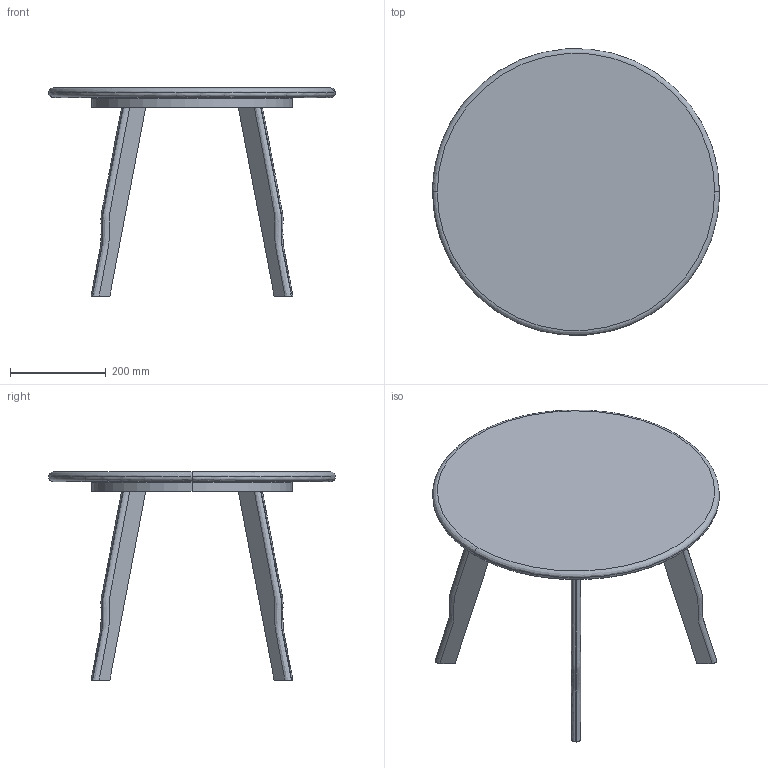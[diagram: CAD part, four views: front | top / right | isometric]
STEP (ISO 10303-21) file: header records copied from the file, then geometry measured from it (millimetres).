
FILE_DESCRIPTION(/* description */ (''),/* implementation_level */ '2;1');
FILE_NAME(/* name */ '9000 tav. grande',/* time_stamp */ '2014-02-10T16:16:08+01:00',/* author */ (''),/* organization */ (''),/* preprocessor_version */ 'ST-DEVELOPER v10',/* originating_system */ '',/* authorisation */ '');
FILE_SCHEMA (('CONFIG_CONTROL_DESIGN'));
Length unit declared in the file: millimetre
Products named in the file (1): 1
Bounding box: 600 x 598.36 x 435 mm (x, y, z)
Volume: 9772935.8 mm3; surface area: 1111318.2 mm2
Topology: 6 solids, 6 shells, 42 faces, 88 edges, 58 vertices
Faces by surface type: bspline 42
Entity records: 2700 total; most frequent: CARTESIAN_POINT 2067, ORIENTED_EDGE 176, EDGE_CURVE 88, VERTEX_POINT 59, B_SPLINE_CURVE_WITH_KNOTS 58, ADVANCED_FACE 42, FACE_OUTER_BOUND 42, EDGE_LOOP 42
